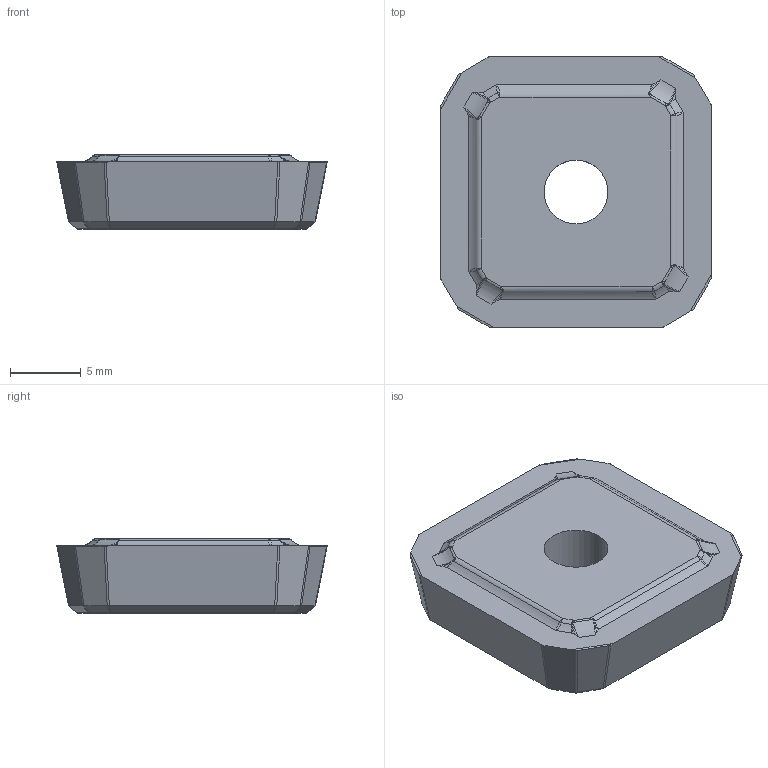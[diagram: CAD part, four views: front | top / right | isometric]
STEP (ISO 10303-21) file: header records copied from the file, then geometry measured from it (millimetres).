
FILE_DESCRIPTION(/* description */ (''),/* implementation_level */ '2;1');
FILE_NAME(/* name */ 'XPET1904AP_115008442ndi000_00_SIM.stp',/* time_stamp */ '2021-03-17T15:46:29+01:00',/* author */ (''),/* organization */ (''),/* preprocessor_version */ 'ST-DEVELOPER v16.7',/* originating_system */ 'SIEMENS PLM Software NX 12.0',/* authorisation */ '');
FILE_SCHEMA (('AUTOMOTIVE_DESIGN { 1 0 10303 214 3 1 1 1 }'));
Length unit declared in the file: millimetre
Products named in the file (1): fo344B640BCB3mte
Bounding box: 19.05 x 19.05 x 5.26 mm (x, y, z)
Volume: 1507.9 mm3; surface area: 984 mm2
Topology: 1 solids, 1 shells, 156 faces, 414 edges, 258 vertices
Faces by surface type: cylinder 61, bspline 52, plane 31, extrusion 8, sphere 4
Full cylindrical faces by diameter (mm): 4.5 x1
Entity records: 5666 total; most frequent: CARTESIAN_POINT 2135, ORIENTED_EDGE 820, DIRECTION 622, EDGE_CURVE 410, VERTEX_POINT 258, AXIS2_PLACEMENT_3D 235, EDGE_LOOP 160, ADVANCED_FACE 156
